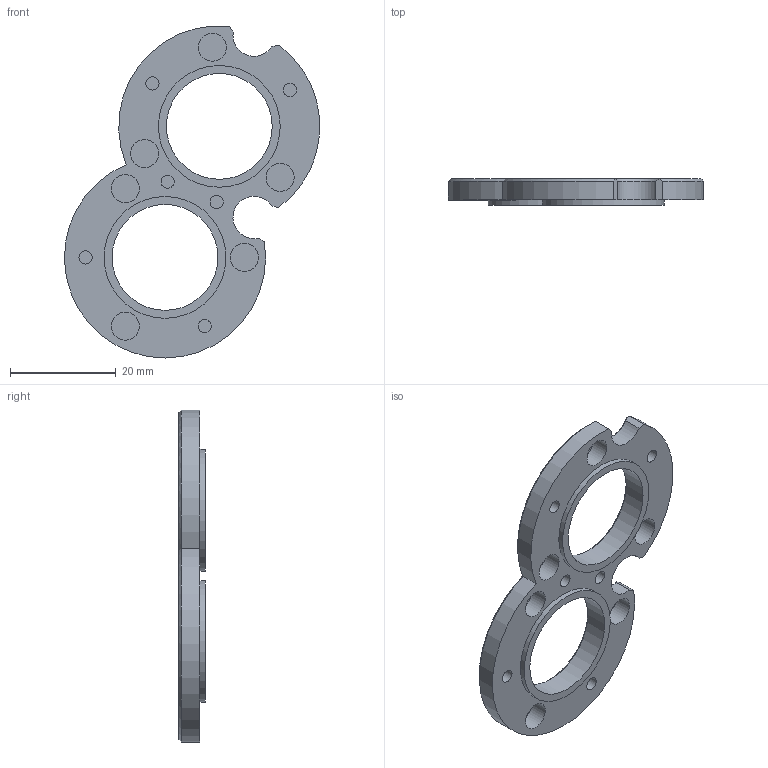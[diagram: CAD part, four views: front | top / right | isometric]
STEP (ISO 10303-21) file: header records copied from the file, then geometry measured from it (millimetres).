
FILE_DESCRIPTION(/* description */ (''),/* implementation_level */ '2;1');
FILE_NAME(/* name */ 'SBagues_v1.0.step',/* time_stamp */ '2022-01-30T12:45:02+01:00',/* author */ (''),/* organization */ (''),/* preprocessor_version */ 'ST-DEVELOPER v18.1',/* originating_system */ 'Autodesk Translation Framework v10.13.0.1454',/* authorisation */ '');
FILE_SCHEMA (('AUTOMOTIVE_DESIGN { 1 0 10303 214 3 1 1 }'));
Length unit declared in the file: millimetre
Products named in the file (1): FusionComponent
Bounding box: 48.17 x 5 x 62.7 mm (x, y, z)
Volume: 5051.3 mm3; surface area: 4664.9 mm2
Topology: 1 solids, 1 shells, 48 faces, 93 edges, 61 vertices
Faces by surface type: cylinder 21, plane 20, cone 7
Full cylindrical faces by diameter (mm): 2.5 x6, 5.3 x6, 20 x2, 23 x2
Entity records: 1287 total; most frequent: CARTESIAN_POINT 234, DIRECTION 227, ORIENTED_EDGE 186, AXIS2_PLACEMENT_3D 98, EDGE_CURVE 93, EDGE_LOOP 66, VERTEX_POINT 61, CIRCLE 49
